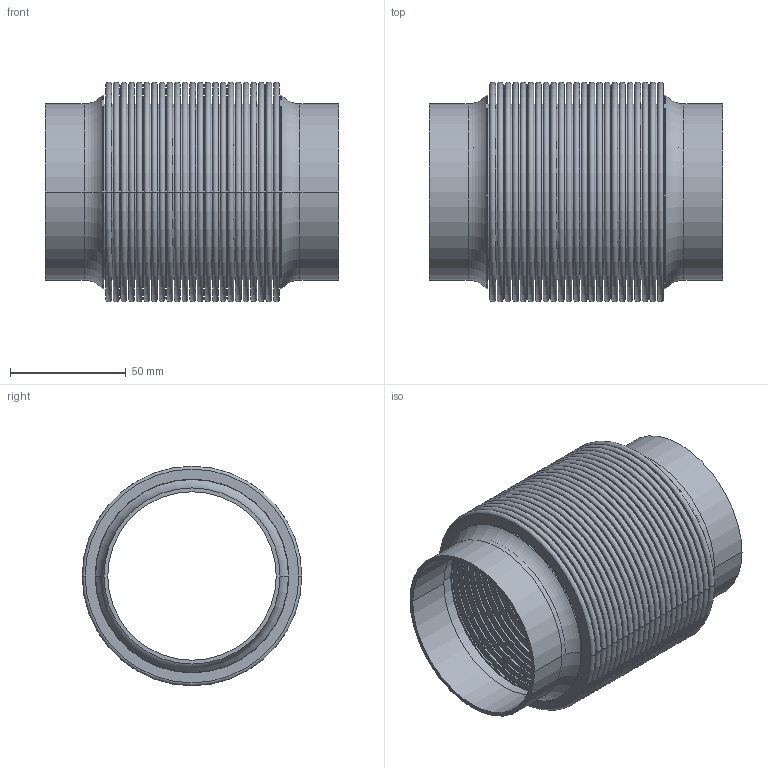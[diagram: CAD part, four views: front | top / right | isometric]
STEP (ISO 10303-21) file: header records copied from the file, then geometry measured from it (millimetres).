
FILE_DESCRIPTION (( 'STEP AP214' ), '1' );
FILE_NAME ('470508.STEP', '2024-01-23T15:07:37', ( '' ), ( '' ), 'SwSTEP 2.0', 'SolidWorks 2022', '' );
FILE_SCHEMA (( 'AUTOMOTIVE_DESIGN' ));
Length unit declared in the file: inch
Products named in the file (1): 470508
Bounding box: 127 x 95 x 95 mm (x, y, z)
Volume: 36637.6 mm3; surface area: 292789.5 mm2
Topology: 1 solids, 1 shells, 314 faces, 628 edges, 416 vertices
Faces by surface type: cylinder 116, plane 102, torus 96
Entity records: 8504 total; most frequent: DIRECTION 1770, CARTESIAN_POINT 1359, ORIENTED_EDGE 1256, AXIS2_PLACEMENT_3D 827, EDGE_CURVE 628, CIRCLE 512, EDGE_LOOP 416, VERTEX_POINT 416
